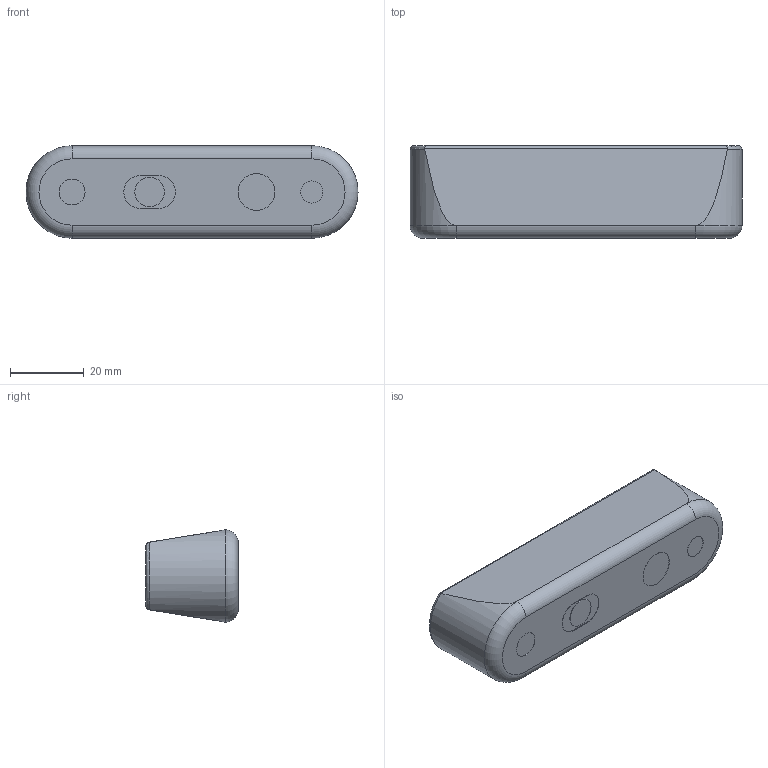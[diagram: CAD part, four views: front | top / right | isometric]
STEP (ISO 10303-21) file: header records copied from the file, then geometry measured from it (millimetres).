
FILE_DESCRIPTION(/* description */ ('Unknown'),/* implementation_level */ '2;1');
FILE_NAME(/* name */ 'Realsense_D435',/* time_stamp */ '2022-12-29T21:36:08+02:00',/* author */ ('Unknown'),/* organization */ ('Unknown'),/* preprocessor_version */ 'ST-DEVELOPER v16.7',/* originating_system */ 'DEX',/* authorisation */ $);
FILE_SCHEMA (('AUTOMOTIVE_DESIGN {1 0 10303 214 3 1 1}'));
Length unit declared in the file: millimetre
Products named in the file (1): Realsense_D435
Bounding box: 90 x 25.05 x 25 mm (x, y, z)
Volume: 46727.9 mm3; surface area: 8618.3 mm2
Topology: 1 solids, 1 shells, 33 faces, 74 edges, 48 vertices
Faces by surface type: cylinder 14, plane 11, cone 4, torus 4
Full cylindrical faces by diameter (mm): 3.2 x2, 6 x1, 7 x1, 8 x1, 10 x1
Entity records: 1099 total; most frequent: CARTESIAN_POINT 160, DIRECTION 152, ORIENTED_EDGE 116, AXIS2_PLACEMENT_3D 68, EDGE_CURVE 58, FACE_BOUND 50, EDGE_LOOP 48, VERTEX_POINT 44
